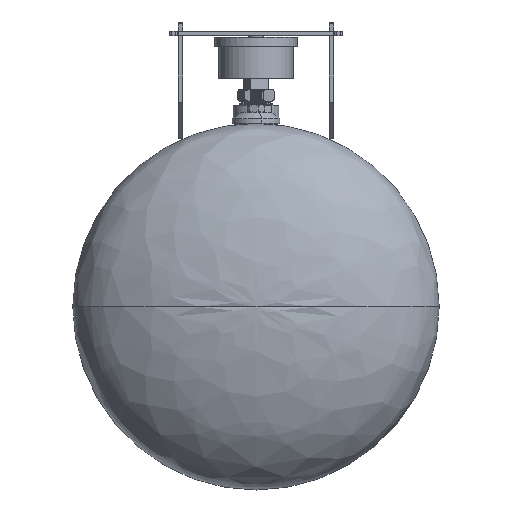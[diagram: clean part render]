
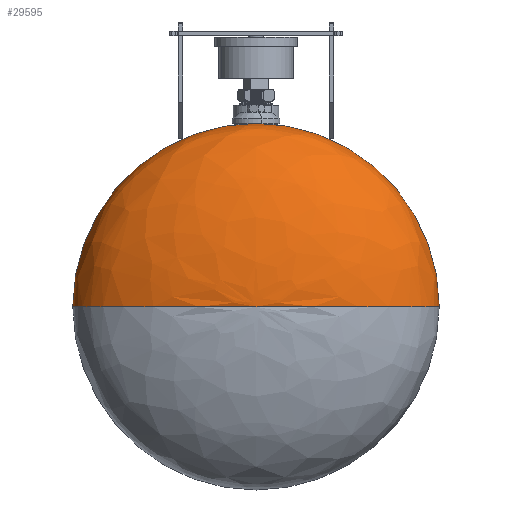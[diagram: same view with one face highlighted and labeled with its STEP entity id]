
A CAD part, front view. The second image highlights one B-rep face of the part: STEP entity #29595.
In plain terms, the highlighted free-form (B-spline) face has degree [3, 3] with [4, 4] control points.
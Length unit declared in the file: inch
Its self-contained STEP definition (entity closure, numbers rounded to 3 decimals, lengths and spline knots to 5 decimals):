
#853 = CARTESIAN_POINT ( 'NONE',  ( 0., 0.515, 0. ) ) ;
#1071 = VERTEX_POINT ( 'NONE', #37827 ) ;
#1266 = CARTESIAN_POINT ( 'NONE',  ( 0., 3.062, 0. ) ) ;
#1618 = CARTESIAN_POINT ( 'NONE',  ( 2.92893, 3.062, 0. ) ) ;
#1750 = ORIENTED_EDGE ( 'NONE', *, *, #22300, .T. ) ;
#3167 = CARTESIAN_POINT ( 'NONE',  ( 0., 0.515, 5. ) ) ;
#3268 = CARTESIAN_POINT ( 'NONE',  ( -5., 2.007, 0. ) ) ;
#4634 = EDGE_LOOP ( 'NONE', ( #34722, #1750, #7260, #30726 ) ) ;
#5131 = CARTESIAN_POINT ( 'NONE',  ( -5., 0.515, 0. ) ) ;
#5969 = EDGE_CURVE ( 'NONE', #30964, #21857, #25649, .T. ) ;
#6730 =( BOUNDED_SURFACE ( )  B_SPLINE_SURFACE ( 3, 3, ( 
 ( #27865, #22224, #7280, #1266 ),
 ( #19287, #24934, #25716, #23176 ),
 ( #38106, #31735, #20262, #35024 ),
 ( #7850, #28445, #8419, #5131 ) ),
 .UNSPECIFIED., .F., .F., .F. ) 
 B_SPLINE_SURFACE_WITH_KNOTS ( ( 4, 4 ),
 ( 4, 4 ),
 ( 0., 1. ),
 ( 0., 1. ),
 .UNSPECIFIED. ) 
 GEOMETRIC_REPRESENTATION_ITEM ( )  RATIONAL_B_SPLINE_SURFACE ( (
 ( 1., 0.333, 0.333, 1.),
 ( 0.805, 0.268, 0.268, 0.805),
 ( 0.805, 0.268, 0.268, 0.805),
 ( 1., 0.333, 0.333, 1.) ) ) 
 REPRESENTATION_ITEM ( '' )  SURFACE ( )  );
#7260 = ORIENTED_EDGE ( 'NONE', *, *, #32270, .F. ) ;
#7280 = CARTESIAN_POINT ( 'NONE',  ( 0., 3.062, 0. ) ) ;
#7607 = CARTESIAN_POINT ( 'NONE',  ( 5., 0.515, 0. ) ) ;
#7749 = CARTESIAN_POINT ( 'NONE',  ( 0., 0.515, 0. ) ) ;
#7850 = CARTESIAN_POINT ( 'NONE',  ( 5., 0.515, 0. ) ) ;
#7946 = DIRECTION ( 'NONE',  ( 0., -1., 0. ) ) ;
#8419 = CARTESIAN_POINT ( 'NONE',  ( -5., 0.515, 10. ) ) ;
#8707 = CIRCLE ( 'NONE', #31680, 5. ) ;
#10906 = CARTESIAN_POINT ( 'NONE',  ( 0., 3.062, 0. ) ) ;
#12671 = DIRECTION ( 'NONE',  ( 0., -1., 0. ) ) ;
#13040 = CARTESIAN_POINT ( 'NONE',  ( 0., 3.062, 0. ) ) ;
#15318 = CARTESIAN_POINT ( 'NONE',  ( 0., 3.062, 0. ) ) ;
#16006 = FACE_OUTER_BOUND ( 'NONE', #4634, .T. ) ;
#19287 = CARTESIAN_POINT ( 'NONE',  ( 2.92893, 3.062, 0. ) ) ;
#20117 =( BOUNDED_CURVE ( )  B_SPLINE_CURVE ( 3, ( #10906, #22772, #3268, #23838 ),
 .UNSPECIFIED., .F., .T. ) 
 B_SPLINE_CURVE_WITH_KNOTS ( ( 4, 4 ),
 ( 1.5708, 3.14159 ),
 .UNSPECIFIED. ) 
 CURVE ( )  GEOMETRIC_REPRESENTATION_ITEM ( )  RATIONAL_B_SPLINE_CURVE ( ( 1., 0.805, 0.805, 1. ) ) 
 REPRESENTATION_ITEM ( '' )  );
#20262 = CARTESIAN_POINT ( 'NONE',  ( -5., 2.007, 10. ) ) ;
#20893 = EDGE_CURVE ( 'NONE', #34581, #30964, #28312, .T. ) ;
#21857 = VERTEX_POINT ( 'NONE', #3167 ) ;
#22224 = CARTESIAN_POINT ( 'NONE',  ( 0., 3.062, 0. ) ) ;
#22300 = EDGE_CURVE ( 'NONE', #34581, #1071, #20117, .T. ) ;
#22540 = AXIS2_PLACEMENT_3D ( 'NONE', #7749, #7946, #34920 ) ;
#22772 = CARTESIAN_POINT ( 'NONE',  ( -2.92893, 3.062, 0. ) ) ;
#23176 = CARTESIAN_POINT ( 'NONE',  ( -2.92893, 3.062, 0. ) ) ;
#23838 = CARTESIAN_POINT ( 'NONE',  ( -5., 0.515, 0. ) ) ;
#24911 = DIRECTION ( 'NONE',  ( 0., 0., -1. ) ) ;
#24934 = CARTESIAN_POINT ( 'NONE',  ( 2.92893, 3.062, 5.85786 ) ) ;
#25649 = CIRCLE ( 'NONE', #22540, 5. ) ;
#25716 = CARTESIAN_POINT ( 'NONE',  ( -2.92893, 3.062, 5.85786 ) ) ;
#27865 = CARTESIAN_POINT ( 'NONE',  ( 0., 3.062, 0. ) ) ;
#28312 =( BOUNDED_CURVE ( )  B_SPLINE_CURVE ( 3, ( #13040, #1618, #37297, #7607 ),
 .UNSPECIFIED., .F., .T. ) 
 B_SPLINE_CURVE_WITH_KNOTS ( ( 4, 4 ),
 ( 1.5708, 3.14159 ),
 .UNSPECIFIED. ) 
 CURVE ( )  GEOMETRIC_REPRESENTATION_ITEM ( )  RATIONAL_B_SPLINE_CURVE ( ( 1., 0.805, 0.805, 1. ) ) 
 REPRESENTATION_ITEM ( '' )  );
#28445 = CARTESIAN_POINT ( 'NONE',  ( 5., 0.515, 10. ) ) ;
#29595 = ADVANCED_FACE ( 'NONE', ( #16006 ), #6730, .F. ) ;
#30726 = ORIENTED_EDGE ( 'NONE', *, *, #5969, .F. ) ;
#30964 = VERTEX_POINT ( 'NONE', #33112 ) ;
#31680 = AXIS2_PLACEMENT_3D ( 'NONE', #853, #12671, #24911 ) ;
#31735 = CARTESIAN_POINT ( 'NONE',  ( 5., 2.007, 10. ) ) ;
#32270 = EDGE_CURVE ( 'NONE', #21857, #1071, #8707, .T. ) ;
#33112 = CARTESIAN_POINT ( 'NONE',  ( 5., 0.515, 0. ) ) ;
#34581 = VERTEX_POINT ( 'NONE', #15318 ) ;
#34722 = ORIENTED_EDGE ( 'NONE', *, *, #20893, .F. ) ;
#34920 = DIRECTION ( 'NONE',  ( 0., 0., -1. ) ) ;
#35024 = CARTESIAN_POINT ( 'NONE',  ( -5., 2.007, 0. ) ) ;
#37297 = CARTESIAN_POINT ( 'NONE',  ( 5., 2.007, 0. ) ) ;
#37827 = CARTESIAN_POINT ( 'NONE',  ( -5., 0.515, 0. ) ) ;
#38106 = CARTESIAN_POINT ( 'NONE',  ( 5., 2.007, 0. ) ) ;
